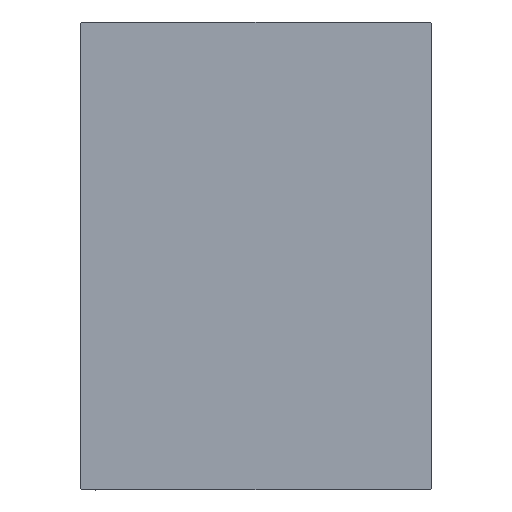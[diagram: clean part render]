
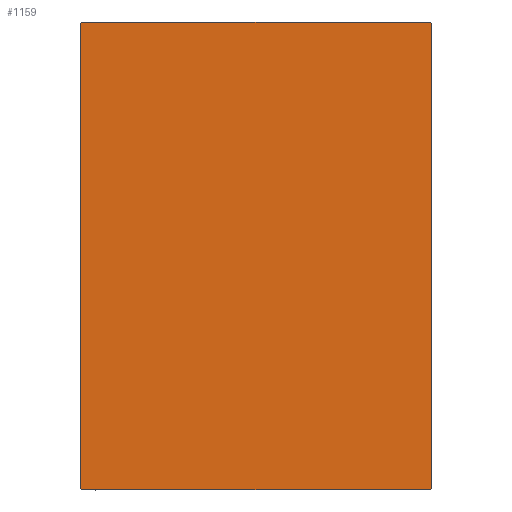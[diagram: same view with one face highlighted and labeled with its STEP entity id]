
A CAD part, left-side view. The second image highlights one B-rep face of the part: STEP entity #1159.
In plain terms, the highlighted face is planar.
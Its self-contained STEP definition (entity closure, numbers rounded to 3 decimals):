
#82 = ORIENTED_EDGE ( 'NONE', *, *, #40289, .T. ) ;
#1159 = ADVANCED_FACE ( 'NONE', ( #18094 ), #41745, .T. ) ;
#1269 = DIRECTION ( 'NONE',  ( 1., 0., 0. ) ) ;
#1817 = EDGE_CURVE ( 'NONE', #43670, #28872, #5161, .T. ) ;
#2421 = EDGE_CURVE ( 'NONE', #15118, #31674, #11931, .T. ) ;
#3057 = EDGE_CURVE ( 'NONE', #15666, #15118, #33397, .T. ) ;
#5111 = ORIENTED_EDGE ( 'NONE', *, *, #9080, .T. ) ;
#5161 = LINE ( 'NONE', #42745, #16431 ) ;
#5914 = ORIENTED_EDGE ( 'NONE', *, *, #3057, .T. ) ;
#7363 = ORIENTED_EDGE ( 'NONE', *, *, #31791, .T. ) ;
#8080 = LINE ( 'NONE', #31513, #24137 ) ;
#9080 = EDGE_CURVE ( 'NONE', #31473, #43670, #15927, .T. ) ;
#11468 = DIRECTION ( 'NONE',  ( 0., 0., -1. ) ) ;
#11479 = DIRECTION ( 'NONE',  ( 0., 0.707, 0.707 ) ) ;
#11508 = VECTOR ( 'NONE', #11479, 1000. ) ;
#11931 = LINE ( 'NONE', #21426, #11508 ) ;
#13003 = DIRECTION ( 'NONE',  ( 0., -0.707, -0.707 ) ) ;
#15118 = VERTEX_POINT ( 'NONE', #30234 ) ;
#15459 = CARTESIAN_POINT ( 'NONE',  ( 153., -43.6, -43.6 ) ) ;
#15666 = VERTEX_POINT ( 'NONE', #18442 ) ;
#15927 = LINE ( 'NONE', #22781, #42017 ) ;
#16431 = VECTOR ( 'NONE', #25736, 1000. ) ;
#18094 = FACE_OUTER_BOUND ( 'NONE', #26073, .T. ) ;
#18442 = CARTESIAN_POINT ( 'NONE',  ( 153., -37.2, -50. ) ) ;
#18703 = ORIENTED_EDGE ( 'NONE', *, *, #1817, .T. ) ;
#21426 = CARTESIAN_POINT ( 'NONE',  ( 153., 43.6, -43.6 ) ) ;
#22526 = DIRECTION ( 'NONE',  ( 0., 0.707, -0.707 ) ) ;
#22533 = CARTESIAN_POINT ( 'NONE',  ( 153., -37.5, -49.7 ) ) ;
#22781 = CARTESIAN_POINT ( 'NONE',  ( 153., 43.6, 43.6 ) ) ;
#23019 = CARTESIAN_POINT ( 'NONE',  ( 153., -37.5, -50. ) ) ;
#23638 = VERTEX_POINT ( 'NONE', #35927 ) ;
#23810 = LINE ( 'NONE', #37280, #42495 ) ;
#24137 = VECTOR ( 'NONE', #27757, 1000. ) ;
#25702 = CARTESIAN_POINT ( 'NONE',  ( 153., 37.2, 50. ) ) ;
#25736 = DIRECTION ( 'NONE',  ( 0., -1., 0. ) ) ;
#26073 = EDGE_LOOP ( 'NONE', ( #5914, #29723, #28876, #5111, #18703, #7363, #82, #42146 ) ) ;
#27656 = VECTOR ( 'NONE', #22526, 1000. ) ;
#27757 = DIRECTION ( 'NONE',  ( 0., 0., 1. ) ) ;
#28735 = VECTOR ( 'NONE', #39960, 1000. ) ;
#28872 = VERTEX_POINT ( 'NONE', #33240 ) ;
#28876 = ORIENTED_EDGE ( 'NONE', *, *, #31859, .T. ) ;
#29723 = ORIENTED_EDGE ( 'NONE', *, *, #2421, .T. ) ;
#30076 = DIRECTION ( 'NONE',  ( 0., 1., 0. ) ) ;
#30234 = CARTESIAN_POINT ( 'NONE',  ( 153., 37.2, -50. ) ) ;
#31473 = VERTEX_POINT ( 'NONE', #32070 ) ;
#31513 = CARTESIAN_POINT ( 'NONE',  ( 153., 37.5, -50. ) ) ;
#31674 = VERTEX_POINT ( 'NONE', #36422 ) ;
#31791 = EDGE_CURVE ( 'NONE', #28872, #23638, #23810, .T. ) ;
#31859 = EDGE_CURVE ( 'NONE', #31674, #31473, #8080, .T. ) ;
#32070 = CARTESIAN_POINT ( 'NONE',  ( 153., 37.5, 49.7 ) ) ;
#32414 = EDGE_CURVE ( 'NONE', #42373, #15666, #43070, .T. ) ;
#32720 = DIRECTION ( 'NONE',  ( 0., -0.707, 0.707 ) ) ;
#33240 = CARTESIAN_POINT ( 'NONE',  ( 153., -37.2, 50. ) ) ;
#33397 = LINE ( 'NONE', #23019, #39062 ) ;
#33974 = CARTESIAN_POINT ( 'NONE',  ( 153., -37.5, 50. ) ) ;
#35495 = AXIS2_PLACEMENT_3D ( 'NONE', #41303, #1269, #11468 ) ;
#35927 = CARTESIAN_POINT ( 'NONE',  ( 153., -37.5, 49.7 ) ) ;
#36422 = CARTESIAN_POINT ( 'NONE',  ( 153., 37.5, -49.7 ) ) ;
#37280 = CARTESIAN_POINT ( 'NONE',  ( 153., -43.6, 43.6 ) ) ;
#39062 = VECTOR ( 'NONE', #30076, 1000. ) ;
#39960 = DIRECTION ( 'NONE',  ( 0., 0., -1. ) ) ;
#40289 = EDGE_CURVE ( 'NONE', #23638, #42373, #40823, .T. ) ;
#40823 = LINE ( 'NONE', #33974, #28735 ) ;
#41303 = CARTESIAN_POINT ( 'NONE',  ( 153., 0., 0. ) ) ;
#41745 = PLANE ( 'NONE',  #35495 ) ;
#42017 = VECTOR ( 'NONE', #32720, 1000. ) ;
#42146 = ORIENTED_EDGE ( 'NONE', *, *, #32414, .T. ) ;
#42373 = VERTEX_POINT ( 'NONE', #22533 ) ;
#42495 = VECTOR ( 'NONE', #13003, 1000. ) ;
#42745 = CARTESIAN_POINT ( 'NONE',  ( 153., 37.5, 50. ) ) ;
#43070 = LINE ( 'NONE', #15459, #27656 ) ;
#43670 = VERTEX_POINT ( 'NONE', #25702 ) ;
